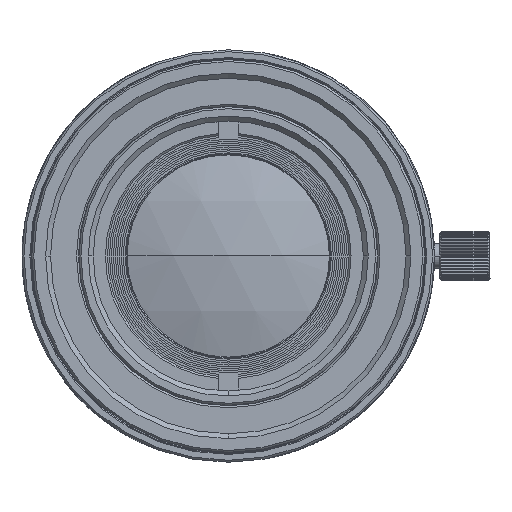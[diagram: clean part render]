
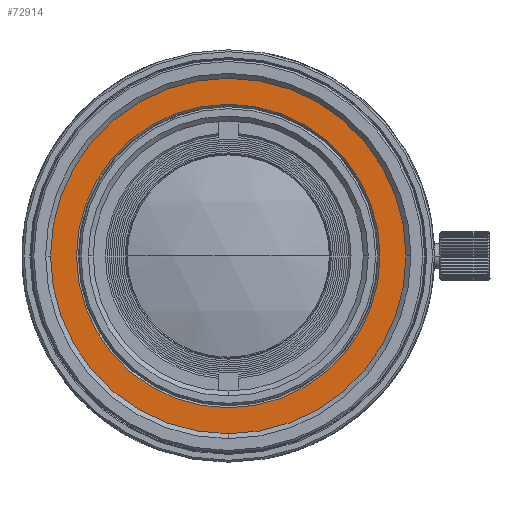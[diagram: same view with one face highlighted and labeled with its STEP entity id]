
A CAD part, left-side view. The second image highlights one B-rep face of the part: STEP entity #72914.
In plain terms, the highlighted planar face has unit normal (-1, 0, 0).
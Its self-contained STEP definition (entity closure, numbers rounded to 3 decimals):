
#1939 = ORIENTED_EDGE ( 'NONE', *, *, #54743, .F. ) ;
#3024 = DIRECTION ( 'NONE',  ( 0., 1., 0. ) ) ;
#4971 = DIRECTION ( 'NONE',  ( 1., 0., 0. ) ) ;
#5054 = DIRECTION ( 'NONE',  ( 1., 0., 0. ) ) ;
#5128 = DIRECTION ( 'NONE',  ( 0., -1., 0. ) ) ;
#6620 = VERTEX_POINT ( 'NONE', #22176 ) ;
#8041 = CARTESIAN_POINT ( 'NONE',  ( -60.651, 18.6, 0. ) ) ;
#14053 = AXIS2_PLACEMENT_3D ( 'NONE', #127853, #4971, #64412 ) ;
#14917 = VERTEX_POINT ( 'NONE', #26134 ) ;
#19260 = CARTESIAN_POINT ( 'NONE',  ( -60.651, 0., 0. ) ) ;
#22176 = CARTESIAN_POINT ( 'NONE',  ( -60.651, -15.45, 0. ) ) ;
#23695 = DIRECTION ( 'NONE',  ( 0., 1., 0. ) ) ;
#24426 = DIRECTION ( 'NONE',  ( 0., 1., 0. ) ) ;
#24437 = DIRECTION ( 'NONE',  ( -1., 0., 0. ) ) ;
#25082 = CARTESIAN_POINT ( 'NONE',  ( -60.651, 0., 0. ) ) ;
#25841 = AXIS2_PLACEMENT_3D ( 'NONE', #113961, #5054, #24426 ) ;
#26134 = CARTESIAN_POINT ( 'NONE',  ( -60.651, 0., -15.45 ) ) ;
#31695 = DIRECTION ( 'NONE',  ( -1., 0., 0. ) ) ;
#35106 = DIRECTION ( 'NONE',  ( 0., -1., 0. ) ) ;
#41880 = EDGE_CURVE ( 'NONE', #103178, #96144, #111834, .T. ) ;
#41988 = ORIENTED_EDGE ( 'NONE', *, *, #55865, .F. ) ;
#44210 = ORIENTED_EDGE ( 'NONE', *, *, #41880, .F. ) ;
#54260 = AXIS2_PLACEMENT_3D ( 'NONE', #77836, #57791, #5128 ) ;
#54743 = EDGE_CURVE ( 'NONE', #14917, #6620, #127771, .T. ) ;
#55180 = AXIS2_PLACEMENT_3D ( 'NONE', #105170, #31695, #23695 ) ;
#55865 = EDGE_CURVE ( 'NONE', #6620, #130368, #82999, .T. ) ;
#56922 = EDGE_LOOP ( 'NONE', ( #83712, #41988, #1939 ) ) ;
#57791 = DIRECTION ( 'NONE',  ( 1., 0., 0. ) ) ;
#64412 = DIRECTION ( 'NONE',  ( 0., 1., 0. ) ) ;
#65750 = CIRCLE ( 'NONE', #97782, 15.45 ) ;
#70188 = CARTESIAN_POINT ( 'NONE',  ( -60.651, 15.45, 0. ) ) ;
#72138 = CARTESIAN_POINT ( 'NONE',  ( -60.651, -18.6, 0. ) ) ;
#72914 = ADVANCED_FACE ( 'NONE', ( #96528, #86489 ), #73182, .F. ) ;
#73182 = PLANE ( 'NONE',  #25841 ) ;
#77836 = CARTESIAN_POINT ( 'NONE',  ( -60.651, 0., 0. ) ) ;
#82999 = CIRCLE ( 'NONE', #117202, 15.45 ) ;
#83550 = EDGE_CURVE ( 'NONE', #96144, #103178, #101418, .T. ) ;
#83712 = ORIENTED_EDGE ( 'NONE', *, *, #92168, .F. ) ;
#86418 = ORIENTED_EDGE ( 'NONE', *, *, #83550, .F. ) ;
#86489 = FACE_BOUND ( 'NONE', #56922, .T. ) ;
#88160 = EDGE_LOOP ( 'NONE', ( #86418, #44210 ) ) ;
#92168 = EDGE_CURVE ( 'NONE', #130368, #14917, #65750, .T. ) ;
#96144 = VERTEX_POINT ( 'NONE', #8041 ) ;
#96528 = FACE_OUTER_BOUND ( 'NONE', #88160, .T. ) ;
#97782 = AXIS2_PLACEMENT_3D ( 'NONE', #19260, #114582, #3024 ) ;
#101418 = CIRCLE ( 'NONE', #14053, 18.6 ) ;
#103178 = VERTEX_POINT ( 'NONE', #72138 ) ;
#105170 = CARTESIAN_POINT ( 'NONE',  ( -60.651, 0., 0. ) ) ;
#111834 = CIRCLE ( 'NONE', #54260, 18.6 ) ;
#113961 = CARTESIAN_POINT ( 'NONE',  ( -60.651, 0., 0. ) ) ;
#114582 = DIRECTION ( 'NONE',  ( -1., 0., 0. ) ) ;
#117202 = AXIS2_PLACEMENT_3D ( 'NONE', #25082, #24437, #35106 ) ;
#127771 = CIRCLE ( 'NONE', #55180, 15.45 ) ;
#127853 = CARTESIAN_POINT ( 'NONE',  ( -60.651, 0., 0. ) ) ;
#130368 = VERTEX_POINT ( 'NONE', #70188 ) ;
